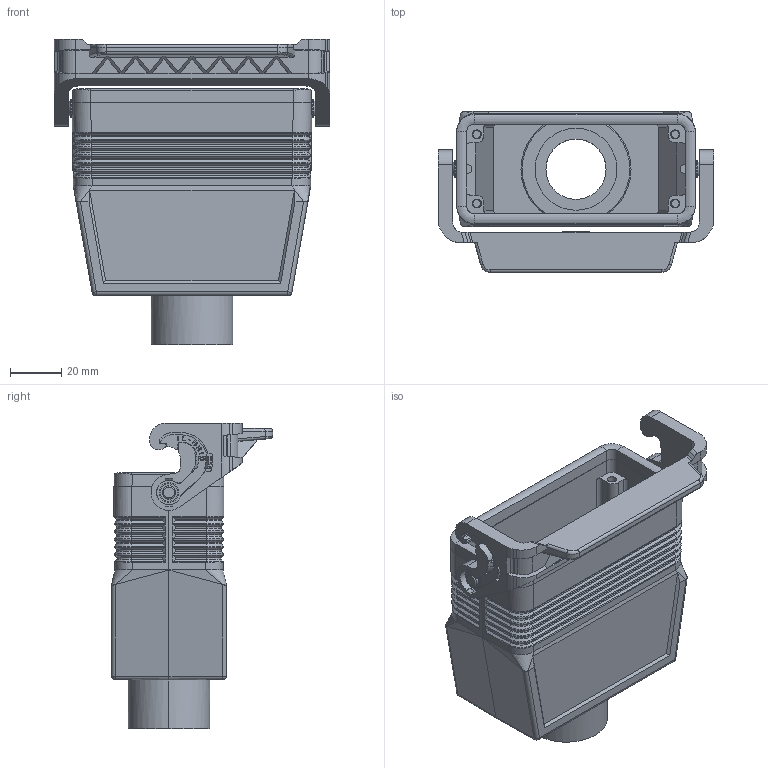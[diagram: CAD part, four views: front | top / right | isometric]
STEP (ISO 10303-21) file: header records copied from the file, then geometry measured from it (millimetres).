
FILE_DESCRIPTION(('Creo Elements/Direct Modeling STEP Export'),'2;1');
FILE_NAME('37jbk2e5pl64i764548','2023-03-10T12:18:17',(''),(''),'Creo Elements/Direct Modeling STEP processor for AP214 (Solid Model)','Creo Elements/Direct Modeling 20.1B 02-Apr-2019 (C) Parametric Technology GmbH','');
FILE_SCHEMA(('AUTOMOTIVE_DESIGN { 1 0 10303 214 1 1 1 1 }'));
Products named in the file (3): MLAV 16 LG40; MLAV 16 LG25
Assembly tree (2 placements, depth 3):
  MLAV 16 LG25
    MLAV 16 LG40
      MLAV 16 LG40
Bounding box: 107.5 x 63 x 119.25 mm (x, y, z)
Volume: 119190.4 mm3; surface area: 62677 mm2
Topology: 1 solids, 1 shells, 1357 faces, 3513 edges, 2204 vertices
Faces by surface type: plane 785, cylinder 370, torus 92, cone 72, bspline 34, sphere 4
Entity records: 56073 total; most frequent: CARTESIAN_POINT 12617, ORIENTED_EDGE 7010, DIRECTION 6573, EDGE_CURVE 3505, VECTOR 2385, LINE 2385, VERTEX_POINT 2204, AXIS2_PLACEMENT_3D 2094
